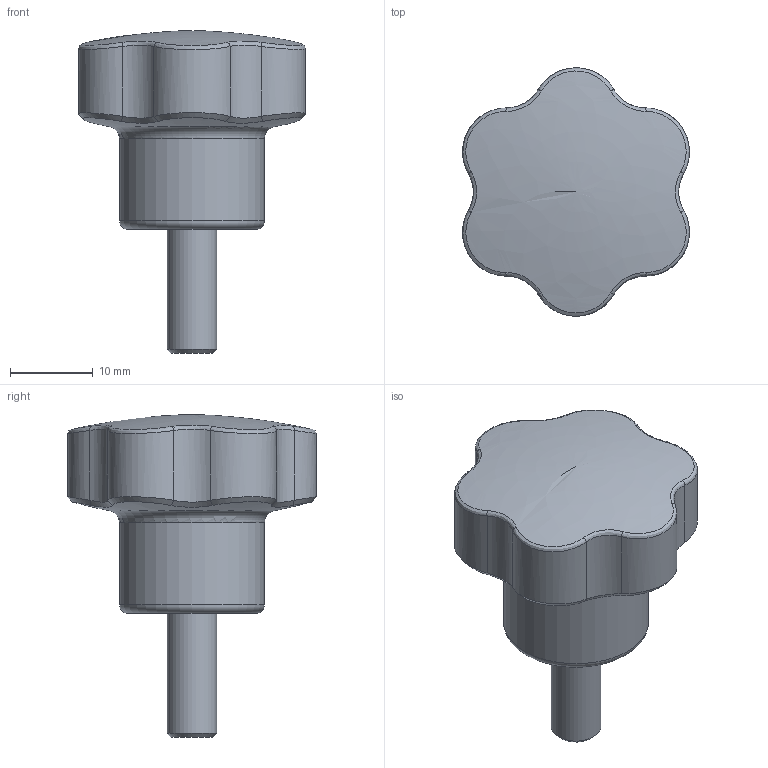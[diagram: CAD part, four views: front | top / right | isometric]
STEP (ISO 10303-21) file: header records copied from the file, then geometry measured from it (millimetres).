
FILE_DESCRIPTION( ( 'Unknown' ), '1' );
FILE_NAME( '6158055_VPX30_M06x15.stp', 'Unknown', ( 'Unknown' ), ( 'Unknown' ), 'PSStep 11.0', 'Unknown', ' ' );
FILE_SCHEMA( ( 'AUTOMOTIVE_DESIGN { 1 0 10303 214 1 1 1 1 }' ) );
Length unit declared in the file: millimetre
Products named in the file (1): 6158055
Bounding box: 27.4 x 29.99 x 39 mm (x, y, z)
Volume: 9706 mm3; surface area: 3194.7 mm2
Topology: 1 solids, 7 shells, 69 faces, 136 edges, 81 vertices
Faces by surface type: bspline 26, plane 20, cylinder 20, torus 2, cone 1
Full cylindrical faces by diameter (mm): 6 x1, 17.5 x1
Entity records: 6293 total; most frequent: CARTESIAN_POINT 4546, ORIENTED_EDGE 254, DIRECTION 186, EDGE_CURVE 127, VERTEX_POINT 80, EDGE_LOOP 76, AXIS2_PLACEMENT_3D 75, FACE_OUTER_BOUND 74
